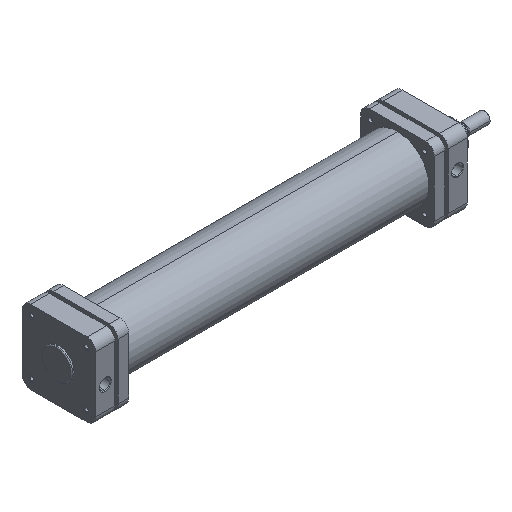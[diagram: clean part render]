
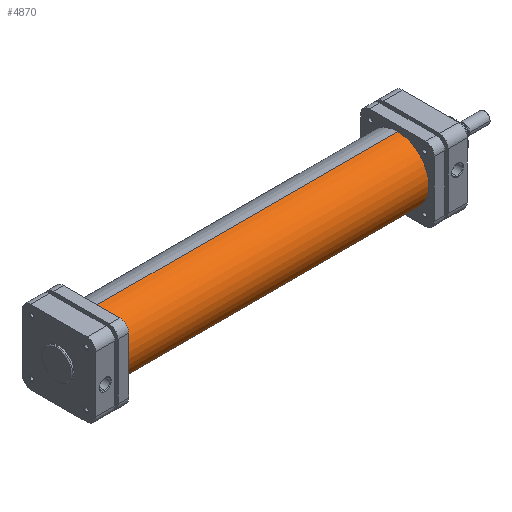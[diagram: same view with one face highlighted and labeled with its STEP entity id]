
A CAD part, isometric view. The second image highlights one B-rep face of the part: STEP entity #4870.
In plain terms, the highlighted cylindrical face has radius 53.5 mm (diameter 107 mm), a partial arc.
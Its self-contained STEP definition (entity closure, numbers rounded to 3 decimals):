
#279 = EDGE_LOOP ( 'NONE', ( #4075, #4074, #4073, #4072 ) ) ;
#431 = EDGE_CURVE ( 'NONE', #3224, #3558, #4436, .T. ) ;
#433 = EDGE_CURVE ( 'NONE', #3441, #4926, #4438, .T. ) ;
#436 = EDGE_CURVE ( 'NONE', #3441, #3224, #4443, .T. ) ;
#438 = EDGE_CURVE ( 'NONE', #4926, #3558, #4446, .T. ) ;
#739 = AXIS2_PLACEMENT_3D ( 'NONE', #3113, #3115, #3138 ) ;
#743 = AXIS2_PLACEMENT_3D ( 'NONE', #3114, #3143, #3163 ) ;
#1288 = CARTESIAN_POINT ( 'NONE',  ( 53.5, 0., 569. ) ) ;
#1324 = CARTESIAN_POINT ( 'NONE',  ( -53.5, 0., 569. ) ) ;
#1415 = CARTESIAN_POINT ( 'NONE',  ( 53.5, 0., 0. ) ) ;
#1961 = DIRECTION ( 'NONE',  ( -1., 0., 0. ) ) ;
#1962 = DIRECTION ( 'NONE',  ( 0., 0., -1. ) ) ;
#1963 = CARTESIAN_POINT ( 'NONE',  ( 0., 0., 569. ) ) ;
#2181 = CARTESIAN_POINT ( 'NONE',  ( -53.5, 0., 0. ) ) ;
#2464 = AXIS2_PLACEMENT_3D ( 'NONE', #1963, #1962, #1961 ) ;
#2835 = FACE_OUTER_BOUND ( 'NONE', #279, .T. ) ;
#2838 = CYLINDRICAL_SURFACE ( 'NONE', #2464, 53.5 ) ;
#3107 = DIRECTION ( 'NONE',  ( 0., 0., -1. ) ) ;
#3113 = CARTESIAN_POINT ( 'NONE',  ( 0., 0., 569. ) ) ;
#3114 = CARTESIAN_POINT ( 'NONE',  ( 0., 0., 0. ) ) ;
#3115 = DIRECTION ( 'NONE',  ( 0., 0., 1. ) ) ;
#3138 = DIRECTION ( 'NONE',  ( 1., 0., 0. ) ) ;
#3143 = DIRECTION ( 'NONE',  ( 0., 0., 1. ) ) ;
#3163 = DIRECTION ( 'NONE',  ( 1., 0., 0. ) ) ;
#3224 = VERTEX_POINT ( 'NONE', #1288 ) ;
#3231 = CARTESIAN_POINT ( 'NONE',  ( 53.5, 0., 569. ) ) ;
#3233 = CARTESIAN_POINT ( 'NONE',  ( -53.5, 0., 569. ) ) ;
#3272 = DIRECTION ( 'NONE',  ( 0., 0., -1. ) ) ;
#3441 = VERTEX_POINT ( 'NONE', #1324 ) ;
#3558 = VERTEX_POINT ( 'NONE', #1415 ) ;
#4072 = ORIENTED_EDGE ( 'NONE', *, *, #438, .T. ) ;
#4073 = ORIENTED_EDGE ( 'NONE', *, *, #433, .T. ) ;
#4074 = ORIENTED_EDGE ( 'NONE', *, *, #436, .F. ) ;
#4075 = ORIENTED_EDGE ( 'NONE', *, *, #431, .F. ) ;
#4430 = VECTOR ( 'NONE', #3272, 1000. ) ;
#4433 = VECTOR ( 'NONE', #3107, 1000. ) ;
#4436 = LINE ( 'NONE', #3231, #4430 ) ;
#4438 = LINE ( 'NONE', #3233, #4433 ) ;
#4443 = CIRCLE ( 'NONE', #739, 53.5 ) ;
#4446 = CIRCLE ( 'NONE', #743, 53.5 ) ;
#4870 = ADVANCED_FACE ( 'NONE', ( #2835 ), #2838, .T. ) ;
#4926 = VERTEX_POINT ( 'NONE', #2181 ) ;
